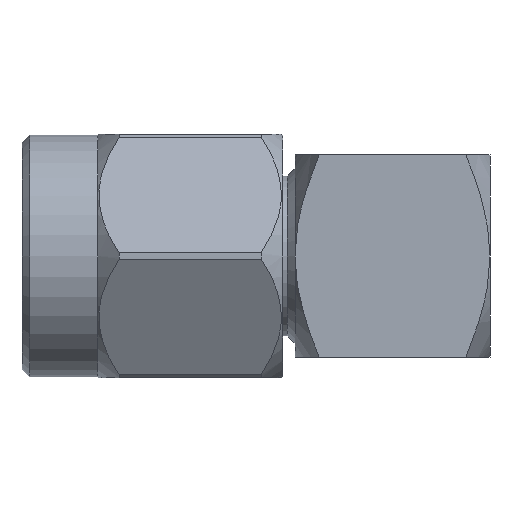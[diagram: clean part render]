
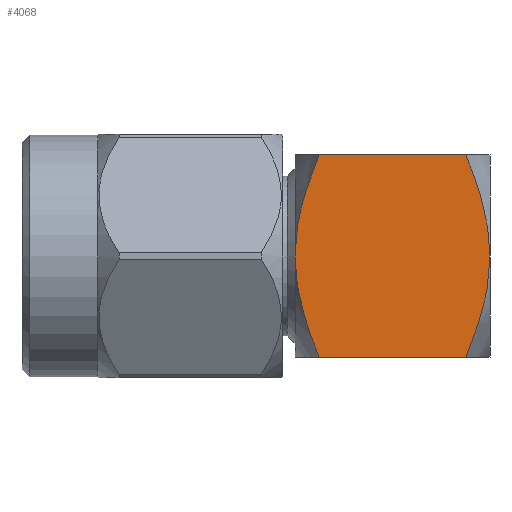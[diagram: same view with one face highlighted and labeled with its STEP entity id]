
A CAD part, left-side view. The second image highlights one B-rep face of the part: STEP entity #4068.
In plain terms, the highlighted planar face has unit normal (-1, 0, 0).
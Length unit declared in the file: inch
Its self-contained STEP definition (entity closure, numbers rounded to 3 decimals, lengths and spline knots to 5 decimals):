
#73 = CARTESIAN_POINT ( 'NONE',  ( -0.13, 0.1215, 0.04454 ) ) ;
#86 = CARTESIAN_POINT ( 'NONE',  ( -0.13, -0.09391, 0.13 ) ) ;
#89 = CARTESIAN_POINT ( 'NONE',  ( -0.13, 0.09391, -0.13 ) ) ;
#149 = CARTESIAN_POINT ( 'NONE',  ( -0.13, -0.11861, -0.05561 ) ) ;
#308 = LINE ( 'NONE', #6344, #1144 ) ;
#360 = EDGE_CURVE ( 'NONE', #2879, #1403, #6790, .T. ) ;
#441 = VERTEX_POINT ( 'NONE', #1836 ) ;
#488 = LINE ( 'NONE', #4551, #5021 ) ;
#699 = CARTESIAN_POINT ( 'NONE',  ( -0.13, 0.125, 0. ) ) ;
#711 = CARTESIAN_POINT ( 'NONE',  ( -0.13, -0.11009, -0.08803 ) ) ;
#726 = CARTESIAN_POINT ( 'NONE',  ( -0.13, -0.1024, 0.10921 ) ) ;
#747 = CARTESIAN_POINT ( 'NONE',  ( -0.13, 0.11009, -0.08803 ) ) ;
#828 = VERTEX_POINT ( 'NONE', #86 ) ;
#843 = DIRECTION ( 'NONE',  ( 0., -1., 0. ) ) ;
#1036 = ORIENTED_EDGE ( 'NONE', *, *, #1325, .F. ) ;
#1121 = CARTESIAN_POINT ( 'NONE',  ( -0.13, 0.11016, 0.08785 ) ) ;
#1144 = VECTOR ( 'NONE', #1490, 39.37008 ) ;
#1180 = EDGE_CURVE ( 'NONE', #2879, #2241, #488, .T. ) ;
#1301 = CARTESIAN_POINT ( 'NONE',  ( -0.13, 0.10239, -0.10924 ) ) ;
#1325 = EDGE_CURVE ( 'NONE', #1763, #828, #308, .T. ) ;
#1403 = VERTEX_POINT ( 'NONE', #699 ) ;
#1490 = DIRECTION ( 'NONE',  ( 0., -1., 0. ) ) ;
#1552 = EDGE_LOOP ( 'NONE', ( #3681, #1036, #4751, #2906, #6247, #5974 ) ) ;
#1763 = VERTEX_POINT ( 'NONE', #4914 ) ;
#1790 = CARTESIAN_POINT ( 'NONE',  ( -0.13, 0.09391, 0.13 ) ) ;
#1836 = CARTESIAN_POINT ( 'NONE',  ( -0.13, -0.125, 0. ) ) ;
#2129 = AXIS2_PLACEMENT_3D ( 'NONE', #5018, #2358, #6645 ) ;
#2209 = CARTESIAN_POINT ( 'NONE',  ( -0.13, -0.12413, -0.02252 ) ) ;
#2221 = CARTESIAN_POINT ( 'NONE',  ( -0.13, -0.125, 0. ) ) ;
#2241 = VERTEX_POINT ( 'NONE', #2662 ) ;
#2346 = EDGE_CURVE ( 'NONE', #1403, #1763, #3649, .T. ) ;
#2358 = DIRECTION ( 'NONE',  ( 1., 0., 0. ) ) ;
#2446 = EDGE_CURVE ( 'NONE', #828, #441, #3695, .T. ) ;
#2662 = CARTESIAN_POINT ( 'NONE',  ( -0.13, -0.09391, -0.13 ) ) ;
#2779 = CARTESIAN_POINT ( 'NONE',  ( -0.13, -0.125, -0.01117 ) ) ;
#2835 = CARTESIAN_POINT ( 'NONE',  ( -0.13, 0.12093, -0.04469 ) ) ;
#2879 = VERTEX_POINT ( 'NONE', #89 ) ;
#2881 = CARTESIAN_POINT ( 'NONE',  ( -0.13, 0.11861, -0.05561 ) ) ;
#2906 = ORIENTED_EDGE ( 'NONE', *, *, #360, .F. ) ;
#3649 = B_SPLINE_CURVE_WITH_KNOTS ( 'NONE', 3,
 ( #5840, #4788, #73, #1121, #5880, #1790 ),
 .UNSPECIFIED., .F., .F.,
 ( 4, 2, 4 ),
 ( 0.00714, 0.00886, 0.01059 ),
 .UNSPECIFIED. ) ;
#3681 = ORIENTED_EDGE ( 'NONE', *, *, #2446, .F. ) ;
#3695 = B_SPLINE_CURVE_WITH_KNOTS ( 'NONE', 3,
 ( #4428, #726, #4970, #5403, #6036, #2221 ),
 .UNSPECIFIED., .F., .F.,
 ( 4, 2, 4 ),
 ( 0.00857, 0.01028, 0.01199 ),
 .UNSPECIFIED. ) ;
#3744 = B_SPLINE_CURVE_WITH_KNOTS ( 'NONE', 3,
 ( #5391, #2779, #2209, #5414, #149, #711, #5461, #3839 ),
 .UNSPECIFIED., .F., .F.,
 ( 4, 2, 2, 4 ),
 ( 0.01199, 0.01283, 0.01368, 0.01537 ),
 .UNSPECIFIED. ) ;
#3839 = CARTESIAN_POINT ( 'NONE',  ( -0.13, -0.09391, -0.13 ) ) ;
#4068 = ADVANCED_FACE ( 'NONE', ( #4987 ), #4476, .F. ) ;
#4426 = CARTESIAN_POINT ( 'NONE',  ( -0.13, 0.125, 0. ) ) ;
#4428 = CARTESIAN_POINT ( 'NONE',  ( -0.13, -0.09391, 0.13 ) ) ;
#4472 = CARTESIAN_POINT ( 'NONE',  ( -0.13, 0.09391, -0.13 ) ) ;
#4476 = PLANE ( 'NONE',  #2129 ) ;
#4551 = CARTESIAN_POINT ( 'NONE',  ( -0.13, -0.125, -0.13 ) ) ;
#4751 = ORIENTED_EDGE ( 'NONE', *, *, #2346, .F. ) ;
#4788 = CARTESIAN_POINT ( 'NONE',  ( -0.13, 0.125, 0.02255 ) ) ;
#4914 = CARTESIAN_POINT ( 'NONE',  ( -0.13, 0.09391, 0.13 ) ) ;
#4970 = CARTESIAN_POINT ( 'NONE',  ( -0.13, -0.11016, 0.08785 ) ) ;
#4987 = FACE_OUTER_BOUND ( 'NONE', #1552, .T. ) ;
#5018 = CARTESIAN_POINT ( 'NONE',  ( -0.13, -0.125, 0.13 ) ) ;
#5021 = VECTOR ( 'NONE', #843, 39.37008 ) ;
#5037 = CARTESIAN_POINT ( 'NONE',  ( -0.13, 0.125, -0.01117 ) ) ;
#5391 = CARTESIAN_POINT ( 'NONE',  ( -0.13, -0.125, 0. ) ) ;
#5403 = CARTESIAN_POINT ( 'NONE',  ( -0.13, -0.1215, 0.04454 ) ) ;
#5414 = CARTESIAN_POINT ( 'NONE',  ( -0.13, -0.12093, -0.04469 ) ) ;
#5461 = CARTESIAN_POINT ( 'NONE',  ( -0.13, -0.10239, -0.10924 ) ) ;
#5840 = CARTESIAN_POINT ( 'NONE',  ( -0.13, 0.125, 0. ) ) ;
#5880 = CARTESIAN_POINT ( 'NONE',  ( -0.13, 0.1024, 0.10921 ) ) ;
#5974 = ORIENTED_EDGE ( 'NONE', *, *, #6552, .F. ) ;
#6036 = CARTESIAN_POINT ( 'NONE',  ( -0.13, -0.125, 0.02255 ) ) ;
#6247 = ORIENTED_EDGE ( 'NONE', *, *, #1180, .T. ) ;
#6344 = CARTESIAN_POINT ( 'NONE',  ( -0.13, -0.125, 0.13 ) ) ;
#6547 = CARTESIAN_POINT ( 'NONE',  ( -0.13, 0.12413, -0.02252 ) ) ;
#6552 = EDGE_CURVE ( 'NONE', #441, #2241, #3744, .T. ) ;
#6645 = DIRECTION ( 'NONE',  ( 0., 0., -1. ) ) ;
#6790 = B_SPLINE_CURVE_WITH_KNOTS ( 'NONE', 3,
 ( #4472, #1301, #747, #2881, #2835, #6547, #5037, #4426 ),
 .UNSPECIFIED., .F., .F.,
 ( 4, 2, 2, 4 ),
 ( 0.00373, 0.00543, 0.00629, 0.00714 ),
 .UNSPECIFIED. ) ;
